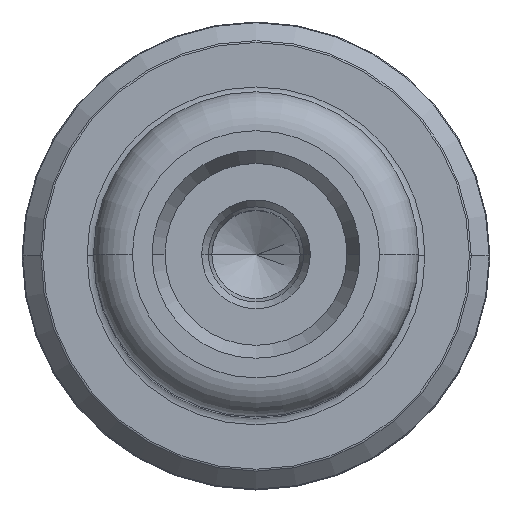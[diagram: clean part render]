
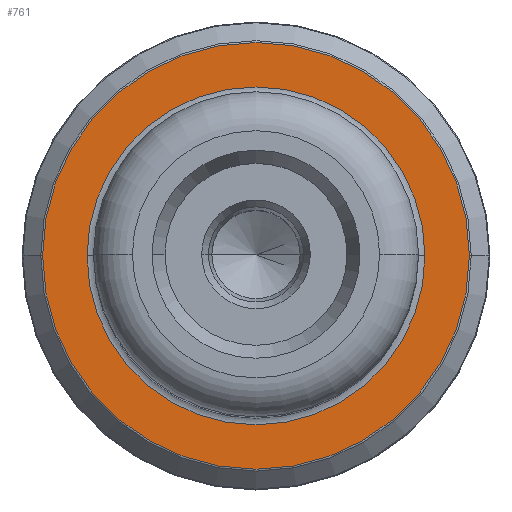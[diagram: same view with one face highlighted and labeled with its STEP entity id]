
A CAD part, top view. The second image highlights one B-rep face of the part: STEP entity #761.
In plain terms, the highlighted planar face has unit normal (0, 0, 1).
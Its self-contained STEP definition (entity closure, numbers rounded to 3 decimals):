
#40 = CIRCLE ( 'NONE', #2637, 16.417 ) ;
#100 = DIRECTION ( 'NONE',  ( 1., 0., 0. ) ) ;
#217 = VERTEX_POINT ( 'NONE', #1523 ) ;
#230 = AXIS2_PLACEMENT_3D ( 'NONE', #1733, #2038, #2867 ) ;
#234 = FACE_OUTER_BOUND ( 'NONE', #929, .T. ) ;
#316 = DIRECTION ( 'NONE',  ( 1., 0., 0. ) ) ;
#355 = VERTEX_POINT ( 'NONE', #617 ) ;
#391 = EDGE_LOOP ( 'NONE', ( #3679, #2404 ) ) ;
#408 = CARTESIAN_POINT ( 'NONE',  ( 0., 0., 26. ) ) ;
#436 = EDGE_CURVE ( 'NONE', #355, #217, #3247, .T. ) ;
#505 = EDGE_CURVE ( 'NONE', #217, #355, #40, .T. ) ;
#617 = CARTESIAN_POINT ( 'NONE',  ( -16.417, 0., 26. ) ) ;
#656 = CARTESIAN_POINT ( 'NONE',  ( 0., 0., 26. ) ) ;
#723 = ORIENTED_EDGE ( 'NONE', *, *, #436, .T. ) ;
#761 = ADVANCED_FACE ( 'NONE', ( #1948, #234 ), #1036, .T. ) ;
#929 = EDGE_LOOP ( 'NONE', ( #1836, #723 ) ) ;
#1032 = CARTESIAN_POINT ( 'NONE',  ( 0., 0., 26. ) ) ;
#1036 = PLANE ( 'NONE',  #2382 ) ;
#1230 = DIRECTION ( 'NONE',  ( 0., 0., 1. ) ) ;
#1301 = CARTESIAN_POINT ( 'NONE',  ( 0., 0., 26. ) ) ;
#1329 = VERTEX_POINT ( 'NONE', #1416 ) ;
#1351 = EDGE_CURVE ( 'NONE', #2549, #1329, #3628, .T. ) ;
#1378 = DIRECTION ( 'NONE',  ( 1., 0., 0. ) ) ;
#1416 = CARTESIAN_POINT ( 'NONE',  ( 13., 0., 26. ) ) ;
#1417 = AXIS2_PLACEMENT_3D ( 'NONE', #656, #1230, #316 ) ;
#1438 = AXIS2_PLACEMENT_3D ( 'NONE', #1032, #2451, #2130 ) ;
#1517 = DIRECTION ( 'NONE',  ( 0., 0., 1. ) ) ;
#1523 = CARTESIAN_POINT ( 'NONE',  ( 16.417, 0., 26. ) ) ;
#1733 = CARTESIAN_POINT ( 'NONE',  ( 0., 0., 26. ) ) ;
#1836 = ORIENTED_EDGE ( 'NONE', *, *, #505, .T. ) ;
#1948 = FACE_BOUND ( 'NONE', #391, .T. ) ;
#2038 = DIRECTION ( 'NONE',  ( 0., 0., -1. ) ) ;
#2130 = DIRECTION ( 'NONE',  ( -1., 0., 0. ) ) ;
#2260 = CARTESIAN_POINT ( 'NONE',  ( -13., 0., 26. ) ) ;
#2382 = AXIS2_PLACEMENT_3D ( 'NONE', #1301, #2531, #1378 ) ;
#2404 = ORIENTED_EDGE ( 'NONE', *, *, #2697, .T. ) ;
#2451 = DIRECTION ( 'NONE',  ( 0., 0., -1. ) ) ;
#2531 = DIRECTION ( 'NONE',  ( 0., 0., 1. ) ) ;
#2549 = VERTEX_POINT ( 'NONE', #2260 ) ;
#2637 = AXIS2_PLACEMENT_3D ( 'NONE', #408, #1517, #100 ) ;
#2697 = EDGE_CURVE ( 'NONE', #1329, #2549, #3073, .T. ) ;
#2867 = DIRECTION ( 'NONE',  ( -1., 0., 0. ) ) ;
#3073 = CIRCLE ( 'NONE', #230, 13. ) ;
#3247 = CIRCLE ( 'NONE', #1417, 16.417 ) ;
#3628 = CIRCLE ( 'NONE', #1438, 13. ) ;
#3679 = ORIENTED_EDGE ( 'NONE', *, *, #1351, .T. ) ;
